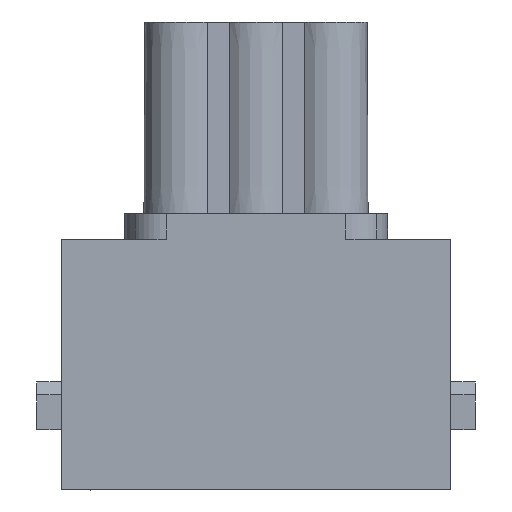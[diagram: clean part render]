
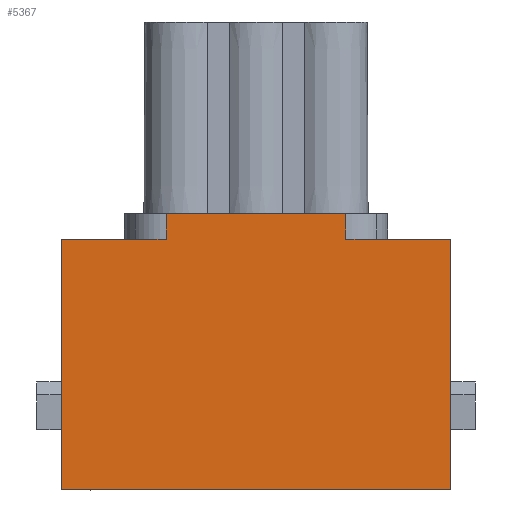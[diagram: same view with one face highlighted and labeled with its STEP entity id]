
A CAD part, left-side view. The second image highlights one B-rep face of the part: STEP entity #5367.
In plain terms, the highlighted planar face has unit normal (-1, 0, 0).
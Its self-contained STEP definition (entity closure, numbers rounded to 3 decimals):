
#445=VERTEX_POINT('',#7300);
#446=VERTEX_POINT('',#7301);
#450=VERTEX_POINT('',#7309);
#451=VERTEX_POINT('',#7313);
#452=VERTEX_POINT('',#7314);
#453=VERTEX_POINT('',#7317);
#454=VERTEX_POINT('',#7319);
#455=VERTEX_POINT('',#7321);
#456=VERTEX_POINT('',#7323);
#457=VERTEX_POINT('',#7325);
#1001=VECTOR('',#6082,1.);
#1006=VECTOR('',#6087,1.);
#1007=VECTOR('',#6089,1.);
#1008=VECTOR('',#6090,1.);
#1009=VECTOR('',#6091,1.);
#1010=VECTOR('',#6092,1.);
#1011=VECTOR('',#6093,1.);
#1012=VECTOR('',#6094,1.);
#1013=VECTOR('',#6095,1.);
#1014=VECTOR('',#6096,1.);
#1612=LINE('',#7299,#1001);
#1617=LINE('',#7310,#1006);
#1618=LINE('',#7312,#1007);
#1619=LINE('',#7315,#1008);
#1620=LINE('',#7316,#1009);
#1621=LINE('',#7318,#1010);
#1622=LINE('',#7320,#1011);
#1623=LINE('',#7322,#1012);
#1624=LINE('',#7324,#1013);
#1625=LINE('',#7326,#1014);
#2223=EDGE_CURVE('',#445,#446,#1612,.T.);
#2228=EDGE_CURVE('',#450,#446,#1617,.T.);
#2229=EDGE_CURVE('',#451,#452,#1618,.T.);
#2230=EDGE_CURVE('',#451,#445,#1619,.T.);
#2231=EDGE_CURVE('',#453,#450,#1620,.T.);
#2232=EDGE_CURVE('',#453,#454,#1621,.T.);
#2233=EDGE_CURVE('',#455,#454,#1622,.T.);
#2234=EDGE_CURVE('',#456,#455,#1623,.T.);
#2235=EDGE_CURVE('',#457,#456,#1624,.T.);
#2236=EDGE_CURVE('',#457,#452,#1625,.T.);
#3062=ORIENTED_EDGE('',*,*,#2229,.F.);
#3063=ORIENTED_EDGE('',*,*,#2230,.T.);
#3064=ORIENTED_EDGE('',*,*,#2223,.T.);
#3065=ORIENTED_EDGE('',*,*,#2228,.F.);
#3066=ORIENTED_EDGE('',*,*,#2231,.F.);
#3067=ORIENTED_EDGE('',*,*,#2232,.T.);
#3068=ORIENTED_EDGE('',*,*,#2233,.F.);
#3069=ORIENTED_EDGE('',*,*,#2234,.F.);
#3070=ORIENTED_EDGE('',*,*,#2235,.F.);
#3071=ORIENTED_EDGE('',*,*,#2236,.T.);
#4718=EDGE_LOOP('',(#3062,#3063,#3064,#3065,#3066,#3067,#3068,#3069,#3070,
#3071));
#5043=FACE_BOUND('',#4718,.T.);
#5367=ADVANCED_FACE('',(#5043),#13094,.F.);
#5669=AXIS2_PLACEMENT_3D('',#7311,#6088,$);
#6082=DIRECTION('',(0.,-1.,0.));
#6087=DIRECTION('',(0.,1.,0.));
#6088=DIRECTION('',(1.,0.,0.));
#6089=DIRECTION('',(0.,-1.,0.));
#6090=DIRECTION('',(0.,0.,-1.));
#6091=DIRECTION('',(0.,0.,-1.));
#6092=DIRECTION('',(0.,-1.,0.));
#6093=DIRECTION('',(0.,0.,-1.));
#6094=DIRECTION('',(0.,-1.,0.));
#6095=DIRECTION('',(0.,0.,-1.));
#6096=DIRECTION('',(0.,1.,0.));
#7299=CARTESIAN_POINT('',(-7.3,38.263,-15.15));
#7300=CARTESIAN_POINT('',(-7.3,38.263,-15.15));
#7301=CARTESIAN_POINT('',(-7.3,18.963,-15.15));
#7309=CARTESIAN_POINT('',(-7.3,18.763,-15.15));
#7310=CARTESIAN_POINT('',(-7.3,18.763,-15.15));
#7311=CARTESIAN_POINT('',(-7.3,36.263,-4.218));
#7312=CARTESIAN_POINT('',(-7.3,38.263,15.15));
#7313=CARTESIAN_POINT('',(-7.3,38.263,15.15));
#7314=CARTESIAN_POINT('',(-7.3,18.963,15.15));
#7315=CARTESIAN_POINT('',(-7.3,38.263,15.15));
#7316=CARTESIAN_POINT('',(-7.3,18.763,-6.995));
#7317=CARTESIAN_POINT('',(-7.3,18.763,-6.995));
#7318=CARTESIAN_POINT('',(-7.3,18.763,-6.995));
#7319=CARTESIAN_POINT('',(-7.3,16.763,-6.995));
#7320=CARTESIAN_POINT('',(-7.3,16.763,6.995));
#7321=CARTESIAN_POINT('',(-7.3,16.763,6.995));
#7322=CARTESIAN_POINT('',(-7.3,18.763,6.995));
#7323=CARTESIAN_POINT('',(-7.3,18.763,6.995));
#7324=CARTESIAN_POINT('',(-7.3,18.763,15.15));
#7325=CARTESIAN_POINT('',(-7.3,18.763,15.15));
#7326=CARTESIAN_POINT('',(-7.3,18.763,15.15));
#13094=PLANE('',#5669);
